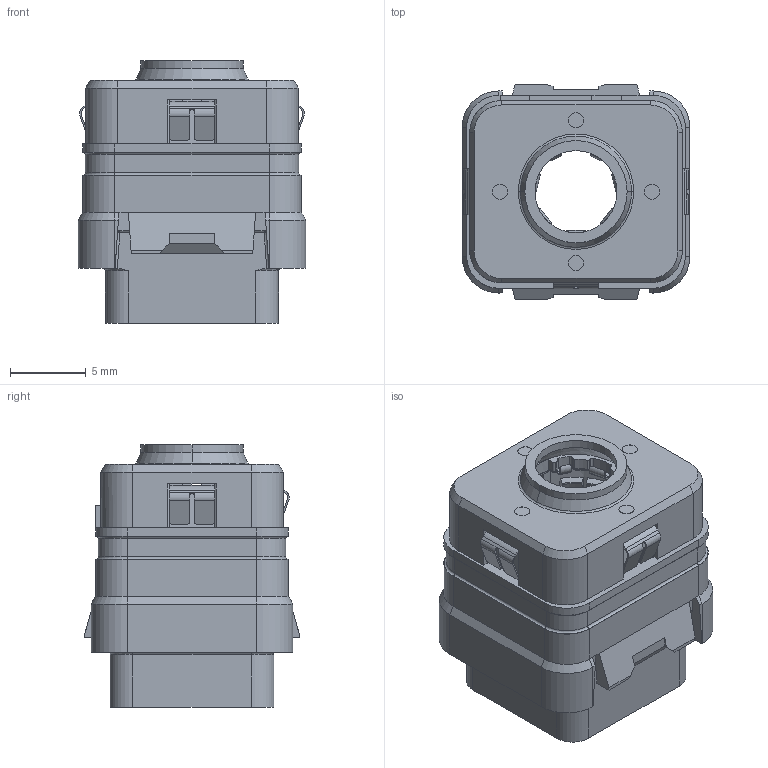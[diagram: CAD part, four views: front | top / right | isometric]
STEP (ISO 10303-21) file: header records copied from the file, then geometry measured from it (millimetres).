
FILE_DESCRIPTION((''),'2;1');
FILE_NAME('SIMMG0118PB','2019-12-02T',('presta_be4'),(''),'CREO PARAMETRIC BY PTC INC, 2018360','CREO PARAMETRIC BY PTC INC, 2018360','');
FILE_SCHEMA(('CONFIG_CONTROL_DESIGN'));
Length unit declared in the file: millimetre
Products named in the file (1): SIMMG0118PB
Bounding box: 15 x 14.15 x 17.3 mm (x, y, z)
Volume: 1683.2 mm3; surface area: 2038.2 mm2
Topology: 1 solids, 1 shells, 679 faces, 1833 edges, 1152 vertices
Faces by surface type: plane 290, cylinder 285, torus 47, cone 33, sphere 20, bspline 4
Entity records: 23078 total; most frequent: CARTESIAN_POINT 5767, DIRECTION 3680, ORIENTED_EDGE 3666, EDGE_CURVE 1833, AXIS2_PLACEMENT_3D 1329, VERTEX_POINT 1152, VECTOR 1022, LINE 1022
